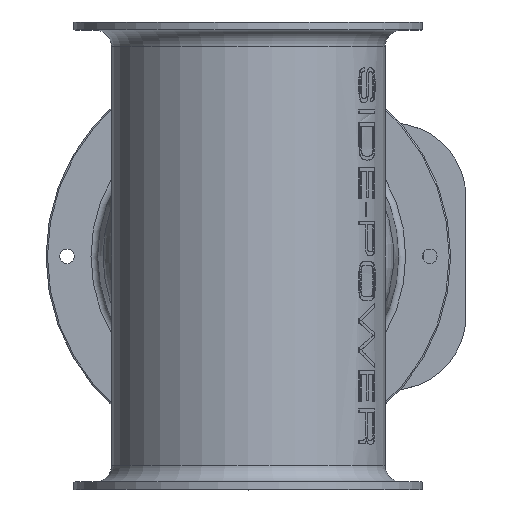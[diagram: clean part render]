
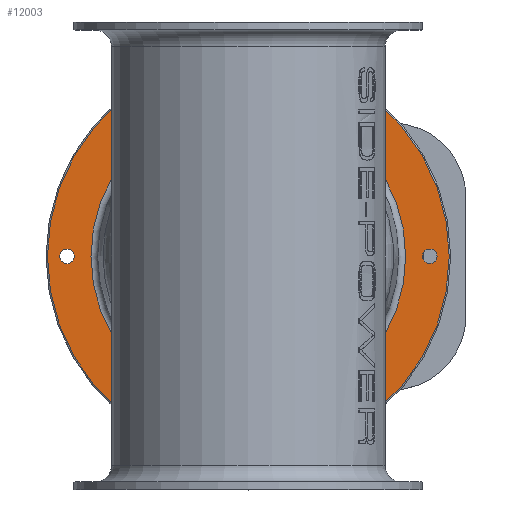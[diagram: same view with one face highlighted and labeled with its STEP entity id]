
A CAD part, top view. The second image highlights one B-rep face of the part: STEP entity #12003.
In plain terms, the highlighted planar face has unit normal (0, 0, 1).
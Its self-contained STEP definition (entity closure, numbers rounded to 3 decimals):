
#116=FACE_BOUND('',#2768,.T.);
#117=FACE_BOUND('',#2769,.T.);
#118=FACE_BOUND('',#2770,.T.);
#119=FACE_BOUND('',#2771,.T.);
#120=FACE_BOUND('',#2772,.T.);
#121=FACE_BOUND('',#2773,.T.);
#122=FACE_BOUND('',#2774,.T.);
#2003=FACE_OUTER_BOUND('',#2767,.T.);
#2767=EDGE_LOOP('',(#10348));
#2768=EDGE_LOOP('',(#10349));
#2769=EDGE_LOOP('',(#10350));
#2770=EDGE_LOOP('',(#10351));
#2771=EDGE_LOOP('',(#10352));
#2772=EDGE_LOOP('',(#10353));
#2773=EDGE_LOOP('',(#10354));
#2774=EDGE_LOOP('',(#10355));
#4240=CIRCLE('',#12828,5.25);
#4242=CIRCLE('',#12831,5.25);
#4244=CIRCLE('',#12834,5.25);
#4246=CIRCLE('',#12837,5.25);
#4248=CIRCLE('',#12840,5.25);
#4250=CIRCLE('',#12843,5.25);
#4258=CIRCLE('',#12862,112.802);
#4259=CIRCLE('',#12864,144.);
#5307=VERTEX_POINT('',#35016);
#5309=VERTEX_POINT('',#35021);
#5311=VERTEX_POINT('',#35026);
#5313=VERTEX_POINT('',#35031);
#5315=VERTEX_POINT('',#35036);
#5317=VERTEX_POINT('',#35041);
#5327=VERTEX_POINT('',#35172);
#5328=VERTEX_POINT('',#35175);
#6990=EDGE_CURVE('',#5307,#5307,#4240,.T.);
#6992=EDGE_CURVE('',#5309,#5309,#4242,.T.);
#6994=EDGE_CURVE('',#5311,#5311,#4244,.T.);
#6996=EDGE_CURVE('',#5313,#5313,#4246,.T.);
#6998=EDGE_CURVE('',#5315,#5315,#4248,.T.);
#7000=EDGE_CURVE('',#5317,#5317,#4250,.T.);
#7011=EDGE_CURVE('',#5327,#5327,#4258,.T.);
#7012=EDGE_CURVE('',#5328,#5328,#4259,.T.);
#10348=ORIENTED_EDGE('',*,*,#7012,.F.);
#10349=ORIENTED_EDGE('',*,*,#6990,.T.);
#10350=ORIENTED_EDGE('',*,*,#6992,.T.);
#10351=ORIENTED_EDGE('',*,*,#6994,.T.);
#10352=ORIENTED_EDGE('',*,*,#6996,.T.);
#10353=ORIENTED_EDGE('',*,*,#6998,.T.);
#10354=ORIENTED_EDGE('',*,*,#7000,.T.);
#10355=ORIENTED_EDGE('',*,*,#7011,.T.);
#10621=PLANE('',#12863);
#12003=ADVANCED_FACE('',(#2003,#116,#117,#118,#119,#120,#121,#122),#10621,
 .T.);
#12828=AXIS2_PLACEMENT_3D('',#35017,#15037,#15038);
#12831=AXIS2_PLACEMENT_3D('',#35022,#15043,#15044);
#12834=AXIS2_PLACEMENT_3D('',#35027,#15049,#15050);
#12837=AXIS2_PLACEMENT_3D('',#35032,#15055,#15056);
#12840=AXIS2_PLACEMENT_3D('',#35037,#15061,#15062);
#12843=AXIS2_PLACEMENT_3D('',#35042,#15067,#15068);
#12862=AXIS2_PLACEMENT_3D('',#35173,#15105,#15106);
#12863=AXIS2_PLACEMENT_3D('',#35174,#15107,#15108);
#12864=AXIS2_PLACEMENT_3D('',#35176,#15109,#15110);
#15037=DIRECTION('center_axis',(0.,0.,
-1.));
#15038=DIRECTION('ref_axis',(0.,-1.,0.));
#15043=DIRECTION('center_axis',(0.,0.,
-1.));
#15044=DIRECTION('ref_axis',(0.,-1.,0.));
#15049=DIRECTION('center_axis',(0.,0.,
-1.));
#15050=DIRECTION('ref_axis',(0.,-1.,0.));
#15055=DIRECTION('center_axis',(0.,0.,
-1.));
#15056=DIRECTION('ref_axis',(0.,-1.,0.));
#15061=DIRECTION('center_axis',(0.,0.,
-1.));
#15062=DIRECTION('ref_axis',(0.,-1.,0.));
#15067=DIRECTION('center_axis',(0.,0.,
-1.));
#15068=DIRECTION('ref_axis',(0.,-1.,0.));
#15105=DIRECTION('center_axis',(0.,0.,
-1.));
#15106=DIRECTION('ref_axis',(0.,-1.,0.));
#15107=DIRECTION('center_axis',(0.,0.,
1.));
#15108=DIRECTION('ref_axis',(-1.,0.,0.));
#15109=DIRECTION('center_axis',(0.,0.,
-1.));
#15110=DIRECTION('ref_axis',(0.,-1.,0.));
#35016=CARTESIAN_POINT('',(41.012,681.014,38.362));
#35017=CARTESIAN_POINT('Origin',(41.012,675.764,38.362));
#35021=CARTESIAN_POINT('',(41.012,455.847,38.362));
#35022=CARTESIAN_POINT('Origin',(41.012,450.597,38.362));
#35026=CARTESIAN_POINT('',(236.012,568.43,38.362));
#35027=CARTESIAN_POINT('Origin',(236.012,563.18,38.362));
#35031=CARTESIAN_POINT('',(171.012,455.847,38.362));
#35032=CARTESIAN_POINT('Origin',(171.012,450.597,38.362));
#35036=CARTESIAN_POINT('',(-23.988,568.43,38.362));
#35037=CARTESIAN_POINT('Origin',(-23.988,563.18,38.362));
#35041=CARTESIAN_POINT('',(171.012,681.014,38.362));
#35042=CARTESIAN_POINT('Origin',(171.012,675.764,38.362));
#35172=CARTESIAN_POINT('',(-6.79,563.18,38.362));
#35173=CARTESIAN_POINT('Origin',(106.012,563.18,38.362));
#35174=CARTESIAN_POINT('Origin',(-37.988,563.18,38.362));
#35175=CARTESIAN_POINT('',(-37.988,563.18,38.362));
#35176=CARTESIAN_POINT('Origin',(106.012,563.18,38.362));
